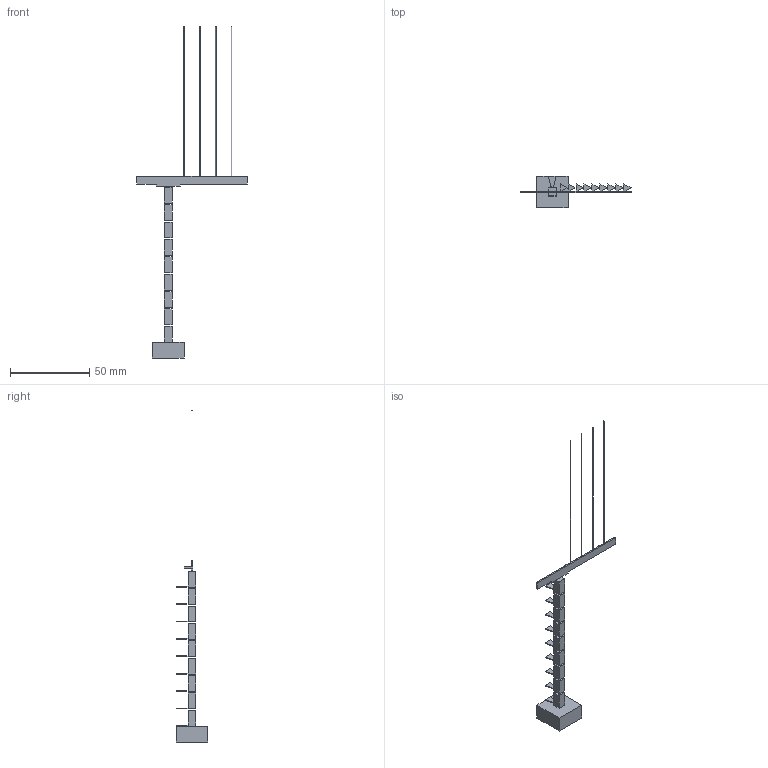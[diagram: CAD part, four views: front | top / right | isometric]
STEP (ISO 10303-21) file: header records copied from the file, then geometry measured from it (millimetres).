
FILE_DESCRIPTION(('Open CASCADE Model'),'2;1');
FILE_NAME('Open CASCADE Shape Model','2024-05-26T17:34:17',('Author'),( 'Open CASCADE'),'Open CASCADE STEP processor 7.7','Open CASCADE 7.7' ,'Unknown');
FILE_SCHEMA(('AUTOMOTIVE_DESIGN { 1 0 10303 214 1 1 1 1 }'));
Length unit declared in the file: millimetre
Products named in the file (11): Open CASCADE STEP translator 7.7 169; Open CASCADE STEP translator 7.7 169.1; Open CASCADE STEP translator 7.7 169.2; Open CASCADE STEP translator 7.7 169.3; Open CASCADE STEP translator 7.7 169.4; Open CASCADE STEP translator 7.7 169.5; Open CASCADE STEP translator 7.7 169.6; Open CASCADE STEP translator 7.7 169.7; Open CASCADE STEP translator 7.7 169.8; Open CASCADE STEP translator 7.7 169.9; Open CASCADE STEP translator 7.7 169.10
Assembly tree (10 placements, depth 2):
  Open CASCADE STEP translator 7.7 169
    Open CASCADE STEP translator 7.7 169.1
    Open CASCADE STEP translator 7.7 169.2
    Open CASCADE STEP translator 7.7 169.3
    Open CASCADE STEP translator 7.7 169.4
    Open CASCADE STEP translator 7.7 169.5
    Open CASCADE STEP translator 7.7 169.6
    Open CASCADE STEP translator 7.7 169.7
    Open CASCADE STEP translator 7.7 169.8
    Open CASCADE STEP translator 7.7 169.9
    Open CASCADE STEP translator 7.7 169.10
Bounding box: 70 x 20 x 210 mm (x, y, z)
Volume: 6909.1 mm3; surface area: 6090.9 mm2
Topology: 10 solids, 10 shells, 157 faces, 388 edges, 248 vertices
Faces by surface type: plane 153, cylinder 4
Full cylindrical faces by diameter (mm): 0.5 x4
Entity records: 9703 total; most frequent: CARTESIAN_POINT 1689, DIRECTION 1419, LINE 1063, VECTOR 1063, ORIENTED_EDGE 792, PCURVE 776, DEFINITIONAL_REPRESENTATION 776, EDGE_CURVE 388
